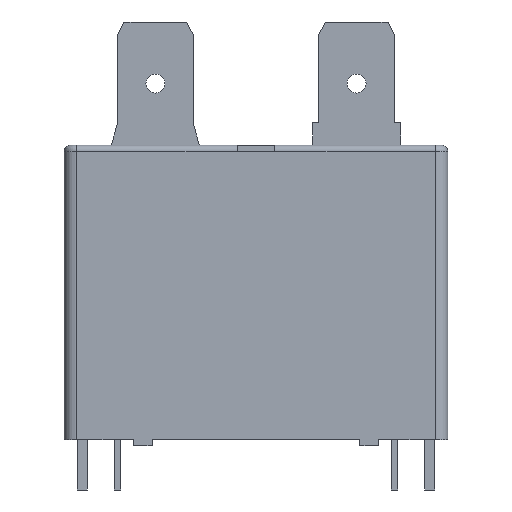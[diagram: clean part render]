
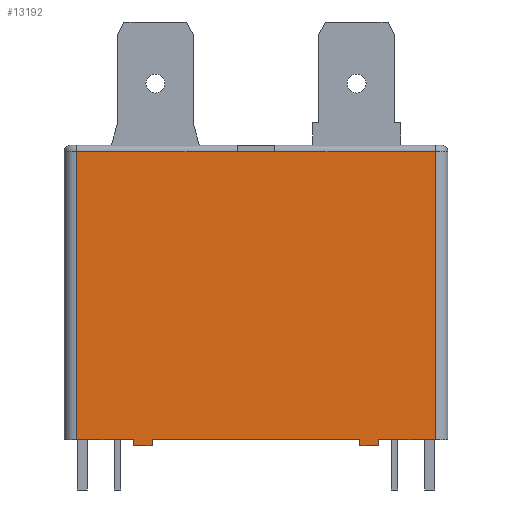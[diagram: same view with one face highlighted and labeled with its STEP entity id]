
A CAD part, front view. The second image highlights one B-rep face of the part: STEP entity #13192.
In plain terms, the highlighted planar face has unit normal (0, -1, 0).
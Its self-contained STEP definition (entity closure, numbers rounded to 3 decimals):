
#124 = VERTEX_POINT ( 'NONE', #17154 ) ;
#366 = ORIENTED_EDGE ( 'NONE', *, *, #5100, .T. ) ;
#418 = CARTESIAN_POINT ( 'NONE',  ( 8.25, -8., -0.5 ) ) ;
#560 = CARTESIAN_POINT ( 'NONE',  ( 14.25, -8., 0. ) ) ;
#711 = VECTOR ( 'NONE', #15050, 1000. ) ;
#805 = EDGE_CURVE ( 'NONE', #12104, #3239, #2435, .T. ) ;
#924 = VECTOR ( 'NONE', #12943, 1000. ) ;
#993 = VECTOR ( 'NONE', #1319, 1000. ) ;
#1106 = DIRECTION ( 'NONE',  ( 0., 0., -1. ) ) ;
#1177 = CARTESIAN_POINT ( 'NONE',  ( -9.75, -8., 0. ) ) ;
#1319 = DIRECTION ( 'NONE',  ( 0., 0., 1. ) ) ;
#1464 = DIRECTION ( 'NONE',  ( -1., 0., 0. ) ) ;
#1603 = CARTESIAN_POINT ( 'NONE',  ( -9.75, -8., -0.5 ) ) ;
#1615 = CARTESIAN_POINT ( 'NONE',  ( 14.25, -8., 0. ) ) ;
#1808 = CARTESIAN_POINT ( 'NONE',  ( -14.25, -8., 22.9 ) ) ;
#1883 = LINE ( 'NONE', #560, #8765 ) ;
#2114 = VERTEX_POINT ( 'NONE', #5824 ) ;
#2435 = LINE ( 'NONE', #15825, #6913 ) ;
#2559 = CARTESIAN_POINT ( 'NONE',  ( -14.25, -8., 0. ) ) ;
#2580 = EDGE_CURVE ( 'NONE', #4546, #3716, #15962, .T. ) ;
#2581 = VECTOR ( 'NONE', #16687, 1000. ) ;
#2784 = PLANE ( 'NONE',  #12438 ) ;
#2969 = LINE ( 'NONE', #8455, #711 ) ;
#3239 = VERTEX_POINT ( 'NONE', #1177 ) ;
#3475 = DIRECTION ( 'NONE',  ( 1., 0., 0. ) ) ;
#3716 = VERTEX_POINT ( 'NONE', #15673 ) ;
#3818 = DIRECTION ( 'NONE',  ( -1., 0., 0. ) ) ;
#3898 = EDGE_CURVE ( 'NONE', #7298, #2114, #17100, .T. ) ;
#4365 = CARTESIAN_POINT ( 'NONE',  ( -1.5, -8., 22.9 ) ) ;
#4434 = EDGE_CURVE ( 'NONE', #8068, #4546, #11078, .T. ) ;
#4447 = DIRECTION ( 'NONE',  ( 0., 0., 1. ) ) ;
#4546 = VERTEX_POINT ( 'NONE', #4857 ) ;
#4668 = CARTESIAN_POINT ( 'NONE',  ( -1.5, -8., 22.9 ) ) ;
#4822 = VECTOR ( 'NONE', #3818, 1000. ) ;
#4846 = EDGE_CURVE ( 'NONE', #7298, #9482, #13319, .T. ) ;
#4857 = CARTESIAN_POINT ( 'NONE',  ( -8.25, -8., 0. ) ) ;
#5011 = ORIENTED_EDGE ( 'NONE', *, *, #3898, .F. ) ;
#5100 = EDGE_CURVE ( 'NONE', #10149, #14147, #10433, .T. ) ;
#5383 = CARTESIAN_POINT ( 'NONE',  ( 14.25, -8., 23.4 ) ) ;
#5495 = DIRECTION ( 'NONE',  ( 0., 0., 1. ) ) ;
#5612 = DIRECTION ( 'NONE',  ( 1., 0., 0. ) ) ;
#5824 = CARTESIAN_POINT ( 'NONE',  ( 14.25, -8., 0. ) ) ;
#5875 = DIRECTION ( 'NONE',  ( 1., 0., 0. ) ) ;
#6141 = ORIENTED_EDGE ( 'NONE', *, *, #8972, .F. ) ;
#6786 = ORIENTED_EDGE ( 'NONE', *, *, #9703, .F. ) ;
#6827 = ORIENTED_EDGE ( 'NONE', *, *, #4846, .T. ) ;
#6913 = VECTOR ( 'NONE', #3475, 1000. ) ;
#6952 = DIRECTION ( 'NONE',  ( -1., 0., 0. ) ) ;
#7107 = CARTESIAN_POINT ( 'NONE',  ( 8.25, -8., -0.5 ) ) ;
#7140 = ORIENTED_EDGE ( 'NONE', *, *, #16774, .F. ) ;
#7298 = VERTEX_POINT ( 'NONE', #8310 ) ;
#7568 = ORIENTED_EDGE ( 'NONE', *, *, #10756, .F. ) ;
#7620 = EDGE_CURVE ( 'NONE', #14147, #12104, #9865, .T. ) ;
#7705 = EDGE_LOOP ( 'NONE', ( #5011, #6827, #6786, #366, #11580, #17072, #7568, #7140, #9177, #15375, #14438, #6141, #15601, #11496 ) ) ;
#7737 = CARTESIAN_POINT ( 'NONE',  ( 14.25, -8., 22.9 ) ) ;
#7857 = CARTESIAN_POINT ( 'NONE',  ( 9.75, -8., -0.5 ) ) ;
#8068 = VERTEX_POINT ( 'NONE', #16819 ) ;
#8310 = CARTESIAN_POINT ( 'NONE',  ( 14.25, -8., 22.9 ) ) ;
#8450 = CARTESIAN_POINT ( 'NONE',  ( -8.25, -8., -0.5 ) ) ;
#8455 = CARTESIAN_POINT ( 'NONE',  ( -9.75, -8., -0.5 ) ) ;
#8492 = VECTOR ( 'NONE', #16317, 1000. ) ;
#8765 = VECTOR ( 'NONE', #5875, 1000. ) ;
#8887 = VERTEX_POINT ( 'NONE', #9917 ) ;
#8972 = EDGE_CURVE ( 'NONE', #9455, #15007, #10942, .T. ) ;
#9091 = VECTOR ( 'NONE', #5495, 1000. ) ;
#9177 = ORIENTED_EDGE ( 'NONE', *, *, #4434, .T. ) ;
#9377 = VECTOR ( 'NONE', #6952, 1000. ) ;
#9430 = FACE_OUTER_BOUND ( 'NONE', #7705, .T. ) ;
#9455 = VERTEX_POINT ( 'NONE', #13552 ) ;
#9482 = VERTEX_POINT ( 'NONE', #15323 ) ;
#9659 = CARTESIAN_POINT ( 'NONE',  ( 9.75, -8., -0.5 ) ) ;
#9703 = EDGE_CURVE ( 'NONE', #10149, #9482, #14791, .T. ) ;
#9865 = LINE ( 'NONE', #11334, #2581 ) ;
#9917 = CARTESIAN_POINT ( 'NONE',  ( -9.75, -8., -0.5 ) ) ;
#10149 = VERTEX_POINT ( 'NONE', #4668 ) ;
#10433 = LINE ( 'NONE', #13201, #924 ) ;
#10561 = CARTESIAN_POINT ( 'NONE',  ( 14.25, -8., 23.4 ) ) ;
#10756 = EDGE_CURVE ( 'NONE', #8887, #3239, #2969, .T. ) ;
#10812 = EDGE_CURVE ( 'NONE', #15007, #3716, #12387, .T. ) ;
#10897 = DIRECTION ( 'NONE',  ( 1., 0., 0. ) ) ;
#10942 = LINE ( 'NONE', #9659, #8492 ) ;
#11078 = LINE ( 'NONE', #8450, #15439 ) ;
#11334 = CARTESIAN_POINT ( 'NONE',  ( -14.25, -8., 23.4 ) ) ;
#11466 = VECTOR ( 'NONE', #1106, 1000. ) ;
#11496 = ORIENTED_EDGE ( 'NONE', *, *, #15938, .T. ) ;
#11580 = ORIENTED_EDGE ( 'NONE', *, *, #7620, .T. ) ;
#11801 = LINE ( 'NONE', #7857, #993 ) ;
#12104 = VERTEX_POINT ( 'NONE', #2559 ) ;
#12302 = EDGE_CURVE ( 'NONE', #9455, #124, #11801, .T. ) ;
#12387 = LINE ( 'NONE', #418, #9091 ) ;
#12438 = AXIS2_PLACEMENT_3D ( 'NONE', #5383, #15041, #1464 ) ;
#12813 = VECTOR ( 'NONE', #5612, 1000. ) ;
#12943 = DIRECTION ( 'NONE',  ( -1., 0., 0. ) ) ;
#13192 = ADVANCED_FACE ( 'NONE', ( #9430 ), #2784, .F. ) ;
#13201 = CARTESIAN_POINT ( 'NONE',  ( 14.25, -8., 22.9 ) ) ;
#13319 = LINE ( 'NONE', #7737, #4822 ) ;
#13552 = CARTESIAN_POINT ( 'NONE',  ( 9.75, -8., -0.5 ) ) ;
#13571 = LINE ( 'NONE', #1603, #9377 ) ;
#14147 = VERTEX_POINT ( 'NONE', #1808 ) ;
#14438 = ORIENTED_EDGE ( 'NONE', *, *, #10812, .F. ) ;
#14791 = LINE ( 'NONE', #4365, #16077 ) ;
#15007 = VERTEX_POINT ( 'NONE', #7107 ) ;
#15041 = DIRECTION ( 'NONE',  ( 0., 1., 0. ) ) ;
#15050 = DIRECTION ( 'NONE',  ( 0., 0., 1. ) ) ;
#15323 = CARTESIAN_POINT ( 'NONE',  ( 1.5, -8., 22.9 ) ) ;
#15375 = ORIENTED_EDGE ( 'NONE', *, *, #2580, .T. ) ;
#15439 = VECTOR ( 'NONE', #4447, 1000. ) ;
#15601 = ORIENTED_EDGE ( 'NONE', *, *, #12302, .T. ) ;
#15673 = CARTESIAN_POINT ( 'NONE',  ( 8.25, -8., 0. ) ) ;
#15825 = CARTESIAN_POINT ( 'NONE',  ( 14.25, -8., 0. ) ) ;
#15938 = EDGE_CURVE ( 'NONE', #124, #2114, #1883, .T. ) ;
#15962 = LINE ( 'NONE', #1615, #12813 ) ;
#16077 = VECTOR ( 'NONE', #10897, 1000. ) ;
#16317 = DIRECTION ( 'NONE',  ( -1., 0., 0. ) ) ;
#16687 = DIRECTION ( 'NONE',  ( 0., 0., -1. ) ) ;
#16774 = EDGE_CURVE ( 'NONE', #8068, #8887, #13571, .T. ) ;
#16819 = CARTESIAN_POINT ( 'NONE',  ( -8.25, -8., -0.5 ) ) ;
#17072 = ORIENTED_EDGE ( 'NONE', *, *, #805, .T. ) ;
#17100 = LINE ( 'NONE', #10561, #11466 ) ;
#17154 = CARTESIAN_POINT ( 'NONE',  ( 9.75, -8., 0. ) ) ;
